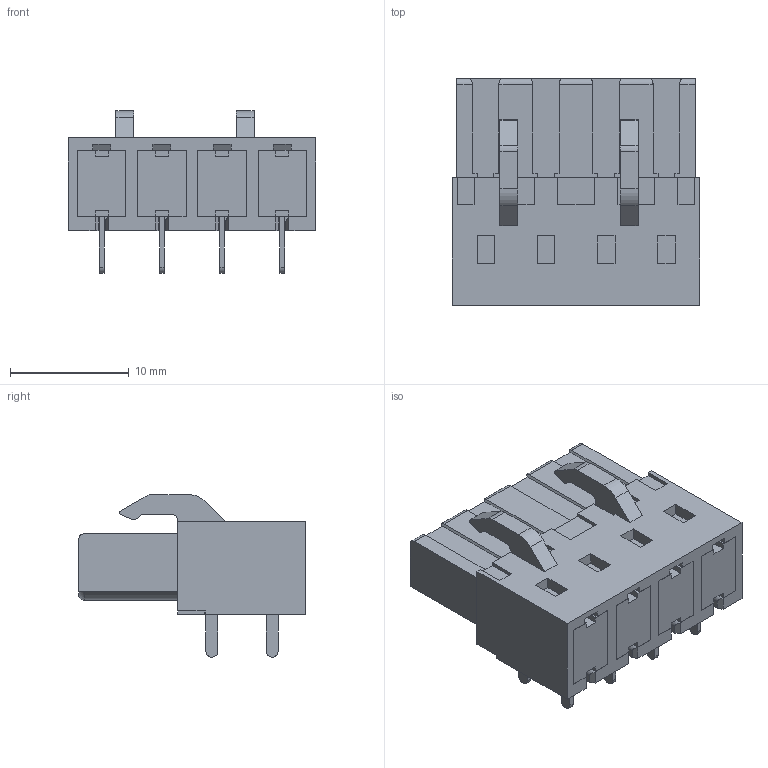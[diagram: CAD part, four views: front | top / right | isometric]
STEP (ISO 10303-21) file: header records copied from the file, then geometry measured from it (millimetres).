
FILE_DESCRIPTION( ( 'STEP AP214' ), '1' );
FILE_NAME( 'MF203-50804-20210811.stp', '2023-03-15T08:42:18', ( ' ' ), ( ' ' ), 'XStep 1.0', ' ', ' ' );
FILE_SCHEMA( ( 'CONFIG_CONTROL_DESIGN) ( )' ) );
Length unit declared in the file: metre
Products named in the file (1): 1
Bounding box: 20.84 x 19.12 x 13.7 mm (x, y, z)
Volume: 2516.5 mm3; surface area: 2091.1 mm2
Topology: 1 solids, 1 shells, 357 faces, 970 edges, 636 vertices
Faces by surface type: plane 310, cylinder 35, cone 8, torus 4
Full cylindrical faces by diameter (mm): 1.55 x4
Entity records: 11098 total; most frequent: CARTESIAN_POINT 2024, ORIENTED_EDGE 1916, DIRECTION 1752, EDGE_CURVE 958, LINE 864, VECTOR 864, VERTEX_POINT 636, AXIS2_PLACEMENT_3D 444
